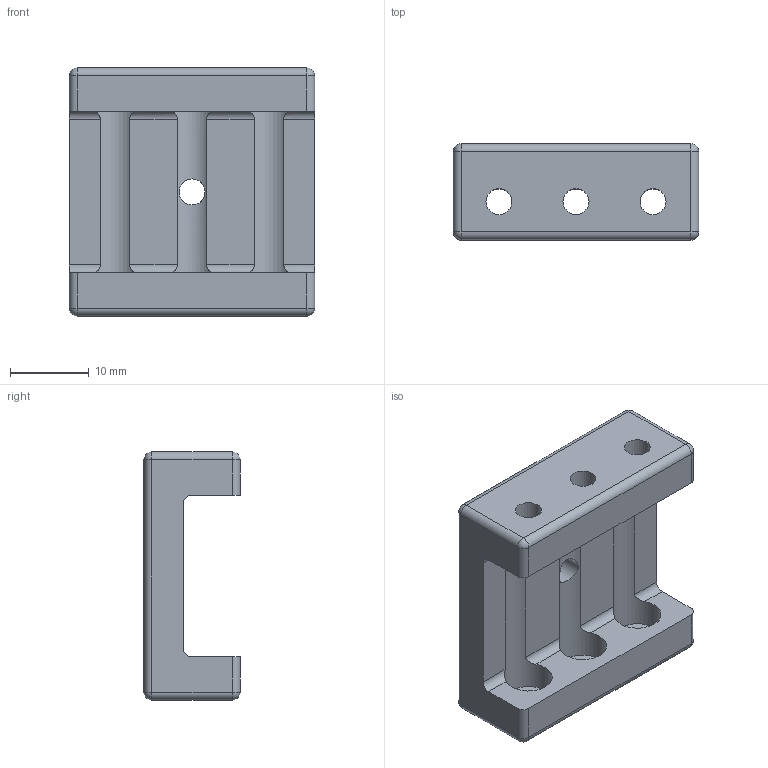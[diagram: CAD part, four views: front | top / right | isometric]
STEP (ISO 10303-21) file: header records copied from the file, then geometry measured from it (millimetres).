
FILE_DESCRIPTION(/* description */ (''),/* implementation_level */ '2;1');
FILE_NAME(/* name */ 'Misumi Bracket.stp',/* time_stamp */ '2019-10-08T11:54:42-04:00',/* author */ ('ARY4474'),/* organization */ (''),/* preprocessor_version */ 'ST-DEVELOPER v17',/* originating_system */ 'Autodesk Inventor 2019',/* authorisation */ '');
FILE_SCHEMA (('AUTOMOTIVE_DESIGN { 1 0 10303 214 3 1 1 }'));
Length unit declared in the file: inch
Products named in the file (1): Misumi Bracket
Bounding box: 31.16 x 12.2 x 31.5 mm (x, y, z)
Volume: 6515.8 mm3; surface area: 3985 mm2
Topology: 1 solids, 1 shells, 59 faces, 147 edges, 90 vertices
Faces by surface type: cylinder 32, plane 19, sphere 8
Full cylindrical faces by diameter (mm): 3.302 x7, 6 x3
Entity records: 1960 total; most frequent: CARTESIAN_POINT 462, DIRECTION 317, ORIENTED_EDGE 294, EDGE_CURVE 147, AXIS2_PLACEMENT_3D 123, VERTEX_POINT 90, EDGE_LOOP 73, LINE 71
